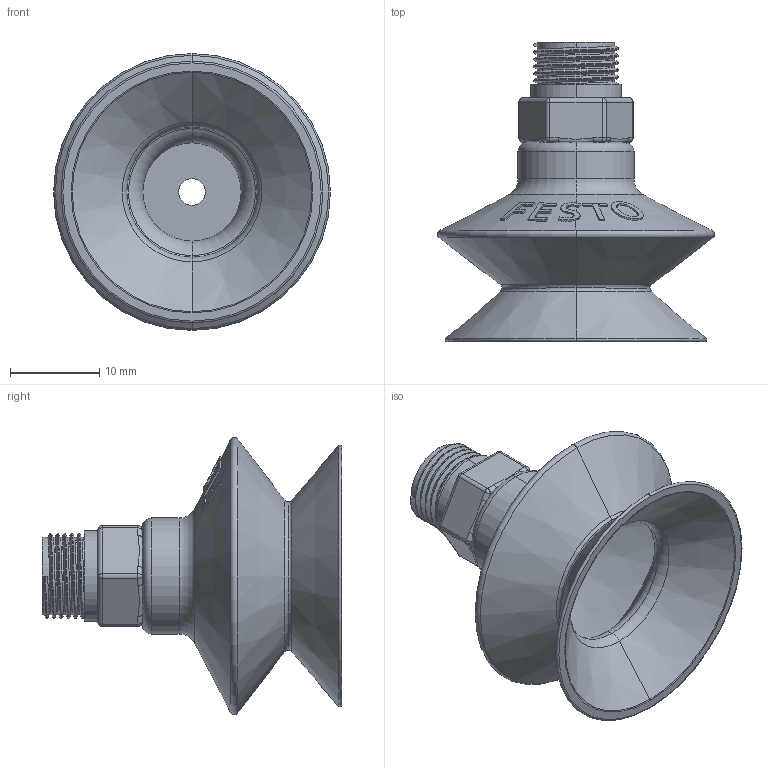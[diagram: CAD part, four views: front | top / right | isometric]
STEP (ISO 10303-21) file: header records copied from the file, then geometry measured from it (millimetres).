
FILE_DESCRIPTION (( 'STEP AP203' ), '1' );
FILE_NAME ('FESTO VASB-30-0.125-PUR.STEP', '2019-11-25T14:18:48', ( '' ), ( '' ), 'SwSTEP 2.0', 'SolidWorks 2018', '' );
FILE_SCHEMA (( 'CONFIG_CONTROL_DESIGN' ));
Length unit declared in the file: millimetre
Products named in the file (1): FESTO VASB-30-0.125-PUR
Bounding box: 31 x 33.5 x 31 mm (x, y, z)
Volume: 3106.3 mm3; surface area: 5086.4 mm2
Topology: 1 solids, 1 shells, 175 faces, 425 edges, 248 vertices
Faces by surface type: bspline 61, cylinder 45, torus 20, cone 19, plane 18, sphere 12
Entity records: 11208 total; most frequent: CARTESIAN_POINT 7629, ORIENTED_EDGE 826, DIRECTION 580, EDGE_CURVE 413, VERTEX_POINT 248, AXIS2_PLACEMENT_3D 247, EDGE_LOOP 185, ADVANCED_FACE 175
